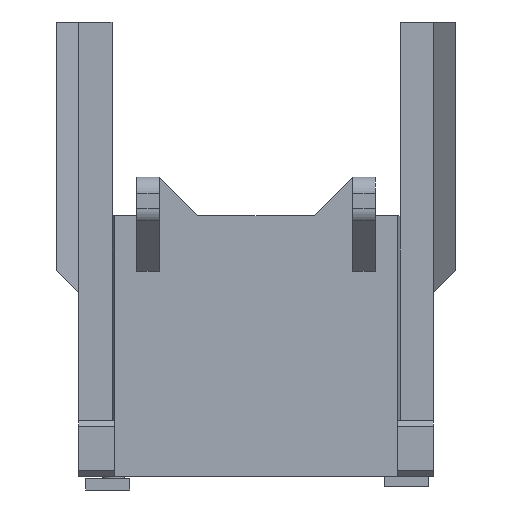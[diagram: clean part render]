
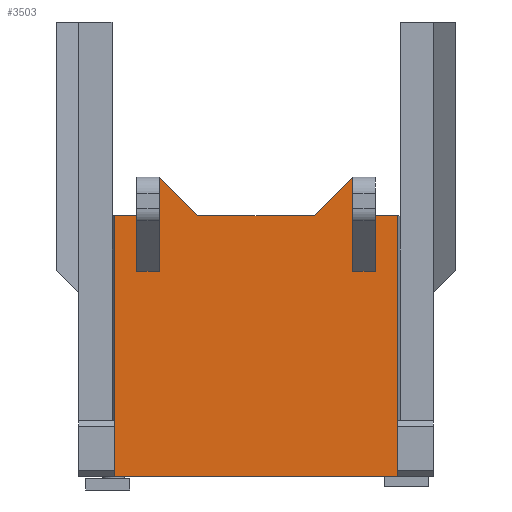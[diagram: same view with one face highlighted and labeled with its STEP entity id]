
A CAD part, front view. The second image highlights one B-rep face of the part: STEP entity #3503.
In plain terms, the highlighted planar face has unit normal (0, -1, 0).
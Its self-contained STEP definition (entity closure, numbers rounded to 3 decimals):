
#108=PLANE('',#3757);
#279=FACE_OUTER_BOUND('',#472,.T.);
#472=EDGE_LOOP('',(#2697,#2698,#2699,#2700,#2701,#2702,#2703,#2704,#2705,
#2706,#2707,#2708,#2709,#2710));
#696=LINE('',#5103,#1121);
#700=LINE('',#5112,#1125);
#704=LINE('',#5128,#1129);
#710=LINE('',#5143,#1135);
#718=LINE('',#5170,#1143);
#751=LINE('',#5261,#1176);
#752=LINE('',#5263,#1177);
#753=LINE('',#5265,#1178);
#754=LINE('',#5267,#1179);
#755=LINE('',#5269,#1180);
#756=LINE('',#5270,#1181);
#757=LINE('',#5272,#1182);
#758=LINE('',#5274,#1183);
#759=LINE('',#5275,#1184);
#1121=VECTOR('',#4119,10.);
#1125=VECTOR('',#4127,10.);
#1129=VECTOR('',#4141,10.);
#1135=VECTOR('',#4153,10.);
#1143=VECTOR('',#4181,10.);
#1176=VECTOR('',#4272,10.);
#1177=VECTOR('',#4273,10.);
#1178=VECTOR('',#4274,10.);
#1179=VECTOR('',#4275,10.);
#1180=VECTOR('',#4276,10.);
#1181=VECTOR('',#4277,10.);
#1182=VECTOR('',#4278,10.);
#1183=VECTOR('',#4279,10.);
#1184=VECTOR('',#4280,10.);
#1620=VERTEX_POINT('',#5100);
#1621=VERTEX_POINT('',#5102);
#1624=VERTEX_POINT('',#5110);
#1630=VERTEX_POINT('',#5125);
#1631=VERTEX_POINT('',#5127);
#1637=VERTEX_POINT('',#5141);
#1639=VERTEX_POINT('',#5147);
#1646=VERTEX_POINT('',#5169);
#1676=VERTEX_POINT('',#5262);
#1677=VERTEX_POINT('',#5264);
#1678=VERTEX_POINT('',#5266);
#1679=VERTEX_POINT('',#5268);
#1680=VERTEX_POINT('',#5271);
#1681=VERTEX_POINT('',#5273);
#1985=EDGE_CURVE('',#1620,#1621,#696,.T.);
#1990=EDGE_CURVE('',#1624,#1620,#700,.T.);
#1997=EDGE_CURVE('',#1630,#1631,#704,.T.);
#2005=EDGE_CURVE('',#1630,#1637,#710,.T.);
#2018=EDGE_CURVE('',#1646,#1621,#718,.T.);
#2064=EDGE_CURVE('',#1631,#1639,#751,.T.);
#2065=EDGE_CURVE('',#1676,#1637,#752,.T.);
#2066=EDGE_CURVE('',#1677,#1676,#753,.T.);
#2067=EDGE_CURVE('',#1678,#1677,#754,.T.);
#2068=EDGE_CURVE('',#1678,#1679,#755,.T.);
#2069=EDGE_CURVE('',#1646,#1679,#756,.T.);
#2070=EDGE_CURVE('',#1624,#1680,#757,.F.);
#2071=EDGE_CURVE('',#1681,#1680,#758,.T.);
#2072=EDGE_CURVE('',#1639,#1681,#759,.T.);
#2697=ORIENTED_EDGE('',*,*,#2064,.F.);
#2698=ORIENTED_EDGE('',*,*,#1997,.F.);
#2699=ORIENTED_EDGE('',*,*,#2005,.T.);
#2700=ORIENTED_EDGE('',*,*,#2065,.F.);
#2701=ORIENTED_EDGE('',*,*,#2066,.F.);
#2702=ORIENTED_EDGE('',*,*,#2067,.F.);
#2703=ORIENTED_EDGE('',*,*,#2068,.T.);
#2704=ORIENTED_EDGE('',*,*,#2069,.F.);
#2705=ORIENTED_EDGE('',*,*,#2018,.T.);
#2706=ORIENTED_EDGE('',*,*,#1985,.F.);
#2707=ORIENTED_EDGE('',*,*,#1990,.F.);
#2708=ORIENTED_EDGE('',*,*,#2070,.T.);
#2709=ORIENTED_EDGE('',*,*,#2071,.F.);
#2710=ORIENTED_EDGE('',*,*,#2072,.F.);
#3503=ADVANCED_FACE('',(#279),#108,.T.);
#3757=AXIS2_PLACEMENT_3D('',#5260,#4270,#4271);
#4119=DIRECTION('',(1.,0.,0.));
#4127=DIRECTION('',(0.,0.,-1.));
#4141=DIRECTION('',(1.,0.,0.));
#4153=DIRECTION('',(0.,0.,1.));
#4181=DIRECTION('',(0.,0.,-1.));
#4270=DIRECTION('center_axis',(0.,-1.,0.));
#4271=DIRECTION('ref_axis',(1.,0.,0.));
#4272=DIRECTION('',(0.,0.,1.));
#4273=DIRECTION('',(1.,0.,0.));
#4274=DIRECTION('',(0.,0.,1.));
#4275=DIRECTION('',(-1.,0.,0.));
#4276=DIRECTION('',(0.,0.,1.));
#4277=DIRECTION('',(1.,0.,0.));
#4278=DIRECTION('',(0.707,0.,0.707));
#4279=DIRECTION('',(1.,0.,0.));
#4280=DIRECTION('',(0.707,0.,-0.707));
#5100=CARTESIAN_POINT('',(17.5,-43.,6.));
#5102=CARTESIAN_POINT('',(21.5,-43.,6.));
#5103=CARTESIAN_POINT('',(-4.,-43.,6.));
#5110=CARTESIAN_POINT('',(17.5,-43.,23.));
#5112=CARTESIAN_POINT('',(17.5,-43.,11.5));
#5125=CARTESIAN_POINT('',(-21.5,-43.,6.));
#5127=CARTESIAN_POINT('',(-17.5,-43.,6.));
#5128=CARTESIAN_POINT('',(-23.5,-43.,6.));
#5141=CARTESIAN_POINT('',(-21.5,-43.,16.));
#5143=CARTESIAN_POINT('',(-21.5,-43.,11.5));
#5147=CARTESIAN_POINT('',(-17.5,-43.,23.));
#5169=CARTESIAN_POINT('',(21.5,-43.,16.));
#5170=CARTESIAN_POINT('',(21.5,-43.,8.));
#5260=CARTESIAN_POINT('Origin',(-25.5,-43.,0.));
#5261=CARTESIAN_POINT('',(-17.5,-43.,8.));
#5262=CARTESIAN_POINT('',(-25.5,-43.,16.));
#5263=CARTESIAN_POINT('',(-12.75,-43.,16.));
#5264=CARTESIAN_POINT('',(-25.5,-43.,-31.));
#5265=CARTESIAN_POINT('',(-25.5,-43.,0.));
#5266=CARTESIAN_POINT('',(25.5,-43.,-31.));
#5267=CARTESIAN_POINT('',(-25.5,-43.,-31.));
#5268=CARTESIAN_POINT('',(25.5,-43.,16.));
#5269=CARTESIAN_POINT('',(25.5,-43.,0.));
#5270=CARTESIAN_POINT('',(-12.75,-43.,16.));
#5271=CARTESIAN_POINT('',(10.5,-43.,16.));
#5272=CARTESIAN_POINT('',(-0.75,-43.,4.75));
#5273=CARTESIAN_POINT('',(-10.5,-43.,16.));
#5274=CARTESIAN_POINT('',(-12.75,-43.,16.));
#5275=CARTESIAN_POINT('',(-12.,-43.,17.5));
